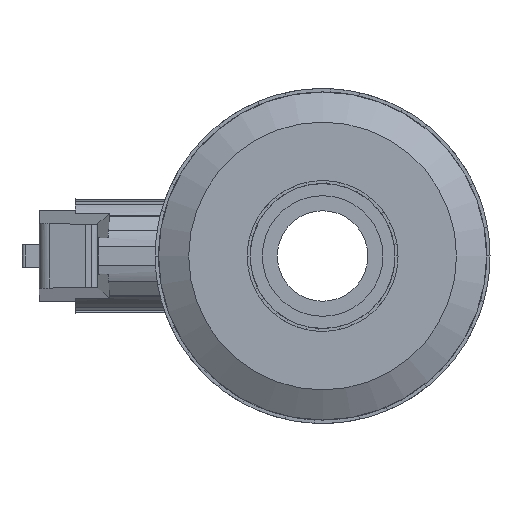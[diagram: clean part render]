
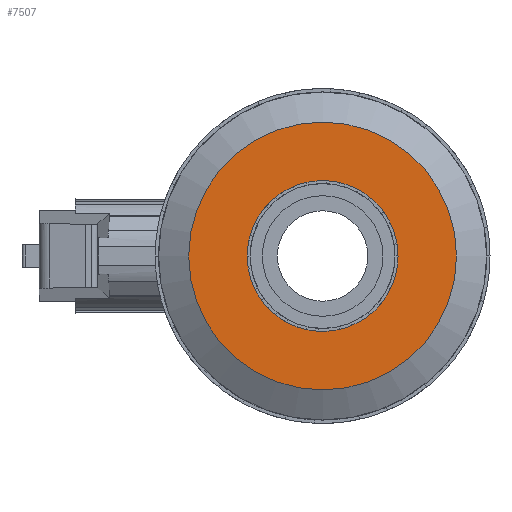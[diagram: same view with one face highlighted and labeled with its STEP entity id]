
A CAD part, left-side view. The second image highlights one B-rep face of the part: STEP entity #7507.
In plain terms, the highlighted planar face has unit normal (-1, 0, 0).
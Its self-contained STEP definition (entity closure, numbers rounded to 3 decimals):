
#50=FACE_BOUND('',#1387,.T.);
#212=CIRCLE('',#7851,12.5);
#214=CIRCLE('',#7854,22.2);
#557=PLANE('',#8228);
#975=FACE_OUTER_BOUND('',#1386,.T.);
#1386=EDGE_LOOP('',(#6582));
#1387=EDGE_LOOP('',(#6583));
#3392=VERTEX_POINT('',#12013);
#3394=VERTEX_POINT('',#12019);
#4177=EDGE_CURVE('',#3392,#3392,#212,.T.);
#4180=EDGE_CURVE('',#3394,#3394,#214,.T.);
#6582=ORIENTED_EDGE('',*,*,#4180,.T.);
#6583=ORIENTED_EDGE('',*,*,#4177,.F.);
#7507=ADVANCED_FACE('',(#975,#50),#557,.T.);
#7851=AXIS2_PLACEMENT_3D('',#12015,#8919,#8920);
#7854=AXIS2_PLACEMENT_3D('',#12021,#8926,#8927);
#8228=AXIS2_PLACEMENT_3D('',#13200,#10091,#10092);
#8919=DIRECTION('center_axis',(-1.,0.,0.));
#8920=DIRECTION('ref_axis',(0.,1.,0.));
#8926=DIRECTION('center_axis',(-1.,0.,0.));
#8927=DIRECTION('ref_axis',(0.,1.,0.));
#10091=DIRECTION('center_axis',(-1.,0.,0.));
#10092=DIRECTION('ref_axis',(0.,1.,0.));
#12013=CARTESIAN_POINT('',(-30.047,-12.5,0.));
#12015=CARTESIAN_POINT('Origin',(-30.047,0.,0.));
#12019=CARTESIAN_POINT('',(-30.047,-22.2,0.));
#12021=CARTESIAN_POINT('Origin',(-30.047,0.,0.));
#13200=CARTESIAN_POINT('Origin',(-30.047,17.35,0.));
